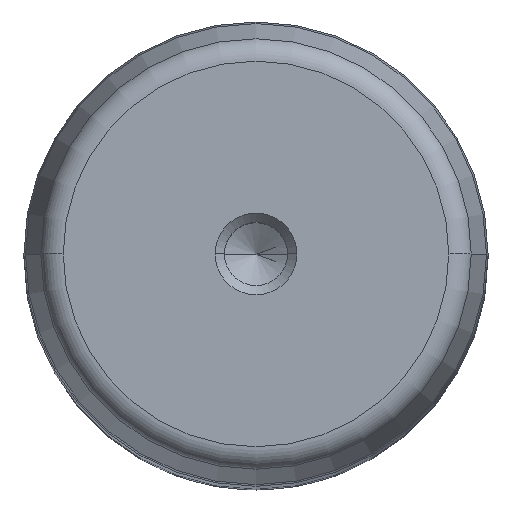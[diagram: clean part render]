
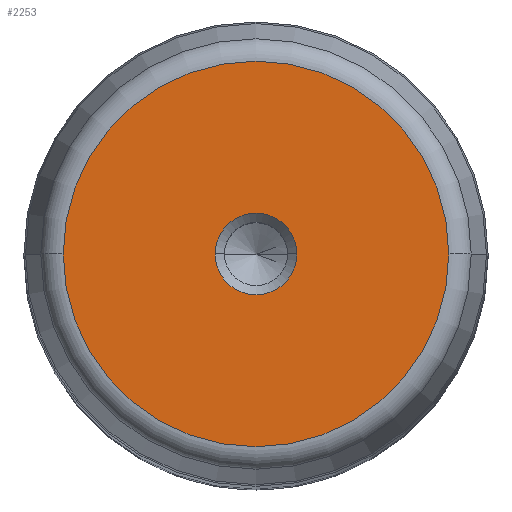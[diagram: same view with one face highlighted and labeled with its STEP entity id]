
A CAD part, top view. The second image highlights one B-rep face of the part: STEP entity #2253.
In plain terms, the highlighted planar face has unit normal (0, 0, 1).
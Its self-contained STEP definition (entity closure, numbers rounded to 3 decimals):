
#45 = ORIENTED_EDGE ( 'NONE', *, *, #1739, .T. ) ;
#106 = DIRECTION ( 'NONE',  ( 0., 0., -1. ) ) ;
#246 = CIRCLE ( 'NONE', #1855, 4.4 ) ;
#248 = EDGE_CURVE ( 'NONE', #2678, #3105, #2726, .T. ) ;
#257 = AXIS2_PLACEMENT_3D ( 'NONE', #774, #1010, #2719 ) ;
#268 = DIRECTION ( 'NONE',  ( -1., 0., 0. ) ) ;
#426 = DIRECTION ( 'NONE',  ( 0., 0., -1. ) ) ;
#439 = EDGE_CURVE ( 'NONE', #1944, #1475, #1171, .T. ) ;
#600 = EDGE_LOOP ( 'NONE', ( #45, #2814 ) ) ;
#774 = CARTESIAN_POINT ( 'NONE',  ( 0., 0., 250. ) ) ;
#920 = DIRECTION ( 'NONE',  ( 1., 0., 0. ) ) ;
#930 = AXIS2_PLACEMENT_3D ( 'NONE', #2463, #2495, #268 ) ;
#1010 = DIRECTION ( 'NONE',  ( 0., 0., 1. ) ) ;
#1022 = PLANE ( 'NONE',  #257 ) ;
#1070 = EDGE_CURVE ( 'NONE', #3105, #2678, #2052, .T. ) ;
#1088 = CARTESIAN_POINT ( 'NONE',  ( -20.763, 0., 250. ) ) ;
#1171 = CIRCLE ( 'NONE', #2016, 4.4 ) ;
#1375 = CARTESIAN_POINT ( 'NONE',  ( 20.763, 0., 250. ) ) ;
#1459 = EDGE_LOOP ( 'NONE', ( #2469, #2001 ) ) ;
#1475 = VERTEX_POINT ( 'NONE', #2922 ) ;
#1629 = CARTESIAN_POINT ( 'NONE',  ( 0., 0., 250. ) ) ;
#1739 = EDGE_CURVE ( 'NONE', #1475, #1944, #246, .T. ) ;
#1855 = AXIS2_PLACEMENT_3D ( 'NONE', #3118, #426, #2552 ) ;
#1944 = VERTEX_POINT ( 'NONE', #2155 ) ;
#2001 = ORIENTED_EDGE ( 'NONE', *, *, #1070, .F. ) ;
#2016 = AXIS2_PLACEMENT_3D ( 'NONE', #1629, #2379, #920 ) ;
#2052 = CIRCLE ( 'NONE', #930, 20.763 ) ;
#2155 = CARTESIAN_POINT ( 'NONE',  ( -4.4, 0., 250. ) ) ;
#2253 = ADVANCED_FACE ( 'NONE', ( #2845, #2647 ), #1022, .T. ) ;
#2293 = DIRECTION ( 'NONE',  ( -1., 0., 0. ) ) ;
#2379 = DIRECTION ( 'NONE',  ( 0., 0., -1. ) ) ;
#2463 = CARTESIAN_POINT ( 'NONE',  ( 0., 0., 250. ) ) ;
#2469 = ORIENTED_EDGE ( 'NONE', *, *, #248, .F. ) ;
#2495 = DIRECTION ( 'NONE',  ( 0., 0., -1. ) ) ;
#2552 = DIRECTION ( 'NONE',  ( 1., 0., 0. ) ) ;
#2647 = FACE_OUTER_BOUND ( 'NONE', #1459, .T. ) ;
#2678 = VERTEX_POINT ( 'NONE', #1088 ) ;
#2719 = DIRECTION ( 'NONE',  ( 1., 0., 0. ) ) ;
#2726 = CIRCLE ( 'NONE', #2969, 20.763 ) ;
#2814 = ORIENTED_EDGE ( 'NONE', *, *, #439, .T. ) ;
#2845 = FACE_BOUND ( 'NONE', #600, .T. ) ;
#2921 = CARTESIAN_POINT ( 'NONE',  ( 0., 0., 250. ) ) ;
#2922 = CARTESIAN_POINT ( 'NONE',  ( 4.4, 0., 250. ) ) ;
#2969 = AXIS2_PLACEMENT_3D ( 'NONE', #2921, #106, #2293 ) ;
#3105 = VERTEX_POINT ( 'NONE', #1375 ) ;
#3118 = CARTESIAN_POINT ( 'NONE',  ( 0., 0., 250. ) ) ;
